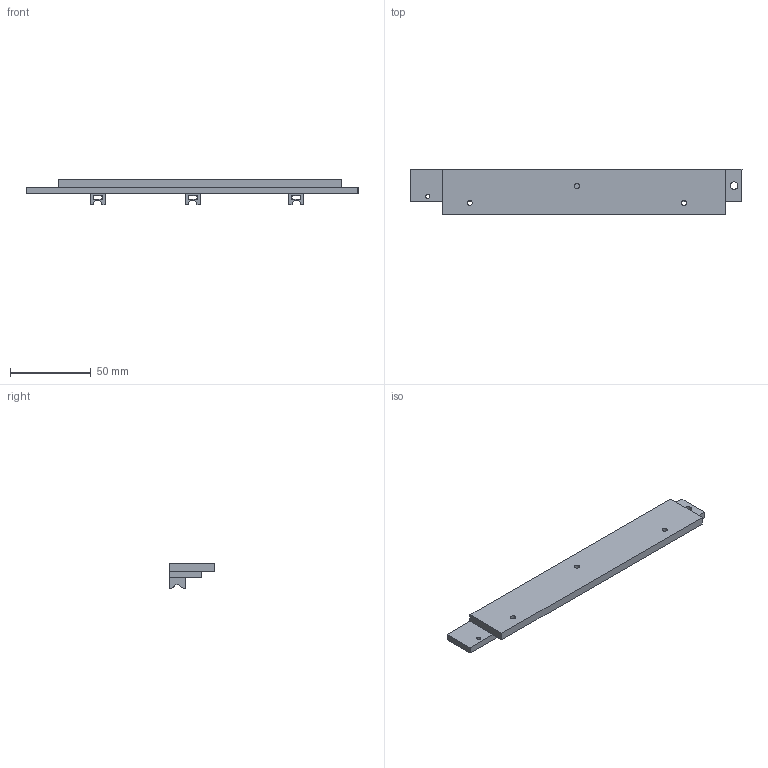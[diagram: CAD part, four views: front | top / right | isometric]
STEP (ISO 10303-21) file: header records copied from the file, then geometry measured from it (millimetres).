
FILE_DESCRIPTION(('HOOPS Exchange Step'),'2;1');
FILE_NAME('Foundation Right.stp','2026-02-19T14:26:37-05:00',('RED'),('Unknown organisation'),'HOOPS Exchange 2025.8','HOOPS Exchange','Unknown authorisation');
FILE_SCHEMA( ('AP203_CONFIGURATION_CONTROLLED_3D_DESIGN_OF_MECHANICAL_PARTS_AND_ASSEMBLIES_MIM_LF') );
Length unit declared in the file: millimetre
Products named in the file (2): 0; root
Assembly tree (1 placements, depth 2):
  root
    0
Bounding box: 206 x 28 x 16 mm (x, y, z)
Volume: 42014.3 mm3; surface area: 16165.5 mm2
Topology: 1 solids, 1 shells, 134 faces, 373 edges, 240 vertices
Faces by surface type: plane 129, cylinder 5
Full cylindrical faces by diameter (mm): 2.5 x1, 3.2 x3, 4.7 x1
Entity records: 4292 total; most frequent: CARTESIAN_POINT 756, ORIENTED_EDGE 752, DIRECTION 671, EDGE_CURVE 376, VECTOR 355, LINE 355, VERTEX_POINT 243, AXIS2_PLACEMENT_3D 158
